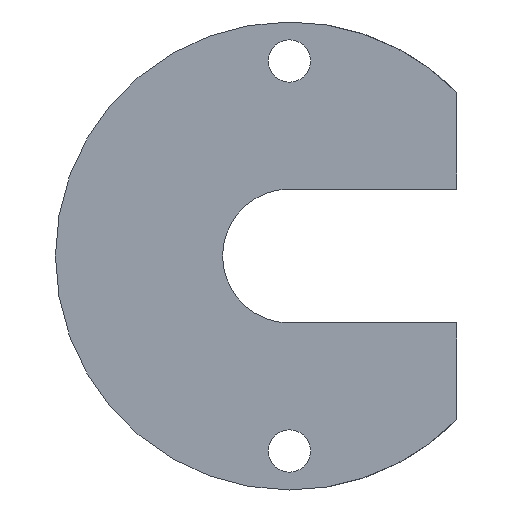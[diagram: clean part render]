
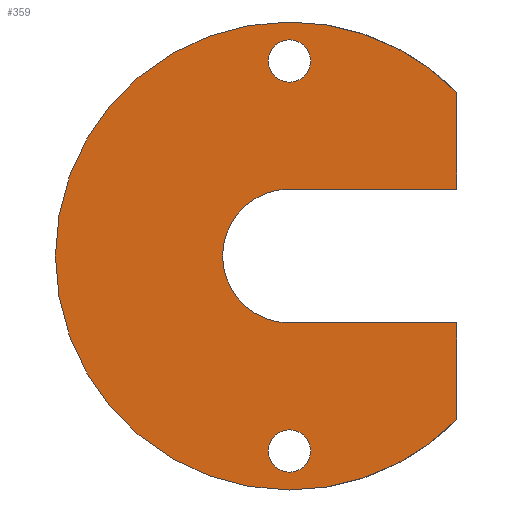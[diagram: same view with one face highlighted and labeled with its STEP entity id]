
A CAD part, left-side view. The second image highlights one B-rep face of the part: STEP entity #359.
In plain terms, the highlighted planar face has unit normal (-1, 0, 0).
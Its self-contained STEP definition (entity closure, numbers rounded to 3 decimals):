
#5 = ORIENTED_EDGE ( 'NONE', *, *, #445, .F. ) ;
#12 = CARTESIAN_POINT ( 'NONE',  ( 0., 0., 17.5 ) ) ;
#27 = CARTESIAN_POINT ( 'NONE',  ( 0., 0., 0. ) ) ;
#34 = CARTESIAN_POINT ( 'NONE',  ( 0., 0., -19.4 ) ) ;
#43 = ORIENTED_EDGE ( 'NONE', *, *, #295, .T. ) ;
#45 = ORIENTED_EDGE ( 'NONE', *, *, #677, .F. ) ;
#67 = VERTEX_POINT ( 'NONE', #460 ) ;
#80 = DIRECTION ( 'NONE',  ( 0., 0., 1. ) ) ;
#89 = VERTEX_POINT ( 'NONE', #834 ) ;
#120 = FACE_BOUND ( 'NONE', #797, .T. ) ;
#123 = EDGE_LOOP ( 'NONE', ( #43, #493, #366, #294, #492, #45, #230, #788 ) ) ;
#126 = AXIS2_PLACEMENT_3D ( 'NONE', #533, #163, #835 ) ;
#129 = LINE ( 'NONE', #285, #528 ) ;
#153 = EDGE_LOOP ( 'NONE', ( #5, #718 ) ) ;
#155 = CARTESIAN_POINT ( 'NONE',  ( 0., 0., -6. ) ) ;
#158 = CIRCLE ( 'NONE', #535, 21. ) ;
#160 = VERTEX_POINT ( 'NONE', #917 ) ;
#163 = DIRECTION ( 'NONE',  ( 1., 0., 0. ) ) ;
#172 = ORIENTED_EDGE ( 'NONE', *, *, #400, .F. ) ;
#179 = DIRECTION ( 'NONE',  ( 0., 0., -1. ) ) ;
#183 = CARTESIAN_POINT ( 'NONE',  ( 0., -15., 14.697 ) ) ;
#219 = CARTESIAN_POINT ( 'NONE',  ( 0., 0., -17.5 ) ) ;
#224 = CARTESIAN_POINT ( 'NONE',  ( 0., -15., -14.697 ) ) ;
#230 = ORIENTED_EDGE ( 'NONE', *, *, #486, .F. ) ;
#231 = AXIS2_PLACEMENT_3D ( 'NONE', #336, #919, #562 ) ;
#234 = VERTEX_POINT ( 'NONE', #183 ) ;
#244 = AXIS2_PLACEMENT_3D ( 'NONE', #27, #319, #396 ) ;
#251 = CARTESIAN_POINT ( 'NONE',  ( 0., 0., 0. ) ) ;
#285 = CARTESIAN_POINT ( 'NONE',  ( 0., -10.5, -6. ) ) ;
#294 = ORIENTED_EDGE ( 'NONE', *, *, #520, .F. ) ;
#295 = EDGE_CURVE ( 'NONE', #467, #659, #873, .T. ) ;
#304 = VERTEX_POINT ( 'NONE', #498 ) ;
#316 = EDGE_CURVE ( 'NONE', #572, #659, #129, .T. ) ;
#319 = DIRECTION ( 'NONE',  ( -1., 0., 0. ) ) ;
#323 = CIRCLE ( 'NONE', #126, 21. ) ;
#336 = CARTESIAN_POINT ( 'NONE',  ( 0., 0., -17.5 ) ) ;
#340 = CARTESIAN_POINT ( 'NONE',  ( 0., 0., -15.6 ) ) ;
#349 = VECTOR ( 'NONE', #686, 1000. ) ;
#356 = AXIS2_PLACEMENT_3D ( 'NONE', #916, #779, #852 ) ;
#359 = ADVANCED_FACE ( 'NONE', ( #120, #771, #452 ), #666, .T. ) ;
#366 = ORIENTED_EDGE ( 'NONE', *, *, #605, .F. ) ;
#371 = DIRECTION ( 'NONE',  ( -1., 0., 0. ) ) ;
#373 = DIRECTION ( 'NONE',  ( 0., 0., 1. ) ) ;
#376 = CIRCLE ( 'NONE', #576, 21. ) ;
#377 = CIRCLE ( 'NONE', #490, 1.9 ) ;
#393 = CARTESIAN_POINT ( 'NONE',  ( 0., -15., -6. ) ) ;
#396 = DIRECTION ( 'NONE',  ( 0., 0., 1. ) ) ;
#400 = EDGE_CURVE ( 'NONE', #160, #304, #581, .T. ) ;
#403 = DIRECTION ( 'NONE',  ( 1., 0., 0. ) ) ;
#428 = CARTESIAN_POINT ( 'NONE',  ( 0., 0., 21. ) ) ;
#445 = EDGE_CURVE ( 'NONE', #755, #875, #377, .T. ) ;
#452 = FACE_OUTER_BOUND ( 'NONE', #123, .T. ) ;
#455 = ORIENTED_EDGE ( 'NONE', *, *, #766, .F. ) ;
#460 = CARTESIAN_POINT ( 'NONE',  ( 0., 0., -21. ) ) ;
#467 = VERTEX_POINT ( 'NONE', #224 ) ;
#486 = EDGE_CURVE ( 'NONE', #67, #830, #323, .T. ) ;
#490 = AXIS2_PLACEMENT_3D ( 'NONE', #219, #816, #373 ) ;
#492 = ORIENTED_EDGE ( 'NONE', *, *, #891, .T. ) ;
#493 = ORIENTED_EDGE ( 'NONE', *, *, #316, .F. ) ;
#494 = DIRECTION ( 'NONE',  ( 1., 0., 0. ) ) ;
#498 = CARTESIAN_POINT ( 'NONE',  ( 0., 0., 15.6 ) ) ;
#520 = EDGE_CURVE ( 'NONE', #89, #896, #552, .T. ) ;
#528 = VECTOR ( 'NONE', #804, 1000. ) ;
#533 = CARTESIAN_POINT ( 'NONE',  ( 0., 0., 0. ) ) ;
#535 = AXIS2_PLACEMENT_3D ( 'NONE', #717, #494, #929 ) ;
#538 = VECTOR ( 'NONE', #857, 1000. ) ;
#550 = CIRCLE ( 'NONE', #244, 6. ) ;
#552 = LINE ( 'NONE', #621, #349 ) ;
#562 = DIRECTION ( 'NONE',  ( 0., 0., 1. ) ) ;
#572 = VERTEX_POINT ( 'NONE', #155 ) ;
#576 = AXIS2_PLACEMENT_3D ( 'NONE', #251, #403, #179 ) ;
#578 = CARTESIAN_POINT ( 'NONE',  ( 0., -15., -21.001 ) ) ;
#581 = CIRCLE ( 'NONE', #613, 1.9 ) ;
#586 = DIRECTION ( 'NONE',  ( 0., 0., 1. ) ) ;
#604 = CIRCLE ( 'NONE', #231, 1.9 ) ;
#605 = EDGE_CURVE ( 'NONE', #896, #572, #550, .T. ) ;
#613 = AXIS2_PLACEMENT_3D ( 'NONE', #12, #679, #80 ) ;
#621 = CARTESIAN_POINT ( 'NONE',  ( 0., -10.5, 6. ) ) ;
#649 = EDGE_CURVE ( 'NONE', #875, #755, #604, .T. ) ;
#650 = DIRECTION ( 'NONE',  ( 0., 0., 1. ) ) ;
#653 = CARTESIAN_POINT ( 'NONE',  ( 0., 0., 6. ) ) ;
#657 = VECTOR ( 'NONE', #650, 1000. ) ;
#659 = VERTEX_POINT ( 'NONE', #393 ) ;
#666 = PLANE ( 'NONE',  #838 ) ;
#677 = EDGE_CURVE ( 'NONE', #830, #234, #376, .T. ) ;
#679 = DIRECTION ( 'NONE',  ( -1., 0., 0. ) ) ;
#686 = DIRECTION ( 'NONE',  ( 0., 1., 0. ) ) ;
#717 = CARTESIAN_POINT ( 'NONE',  ( 0., 0., 0. ) ) ;
#718 = ORIENTED_EDGE ( 'NONE', *, *, #649, .F. ) ;
#729 = CARTESIAN_POINT ( 'NONE',  ( 0., -15., -21.001 ) ) ;
#755 = VERTEX_POINT ( 'NONE', #34 ) ;
#766 = EDGE_CURVE ( 'NONE', #304, #160, #825, .T. ) ;
#771 = FACE_BOUND ( 'NONE', #153, .T. ) ;
#779 = DIRECTION ( 'NONE',  ( -1., 0., 0. ) ) ;
#788 = ORIENTED_EDGE ( 'NONE', *, *, #823, .F. ) ;
#797 = EDGE_LOOP ( 'NONE', ( #455, #172 ) ) ;
#804 = DIRECTION ( 'NONE',  ( 0., -1., 0. ) ) ;
#816 = DIRECTION ( 'NONE',  ( -1., 0., 0. ) ) ;
#818 = LINE ( 'NONE', #729, #538 ) ;
#823 = EDGE_CURVE ( 'NONE', #467, #67, #158, .T. ) ;
#825 = CIRCLE ( 'NONE', #356, 1.9 ) ;
#830 = VERTEX_POINT ( 'NONE', #428 ) ;
#834 = CARTESIAN_POINT ( 'NONE',  ( 0., -15., 6. ) ) ;
#835 = DIRECTION ( 'NONE',  ( 0., 0., -1. ) ) ;
#838 = AXIS2_PLACEMENT_3D ( 'NONE', #938, #371, #586 ) ;
#852 = DIRECTION ( 'NONE',  ( 0., 0., 1. ) ) ;
#857 = DIRECTION ( 'NONE',  ( 0., 0., 1. ) ) ;
#873 = LINE ( 'NONE', #578, #657 ) ;
#875 = VERTEX_POINT ( 'NONE', #340 ) ;
#891 = EDGE_CURVE ( 'NONE', #89, #234, #818, .T. ) ;
#896 = VERTEX_POINT ( 'NONE', #653 ) ;
#916 = CARTESIAN_POINT ( 'NONE',  ( 0., 0., 17.5 ) ) ;
#917 = CARTESIAN_POINT ( 'NONE',  ( 0., 0., 19.4 ) ) ;
#919 = DIRECTION ( 'NONE',  ( -1., 0., 0. ) ) ;
#929 = DIRECTION ( 'NONE',  ( 0., 0., -1. ) ) ;
#938 = CARTESIAN_POINT ( 'NONE',  ( 0., 0., 0. ) ) ;
